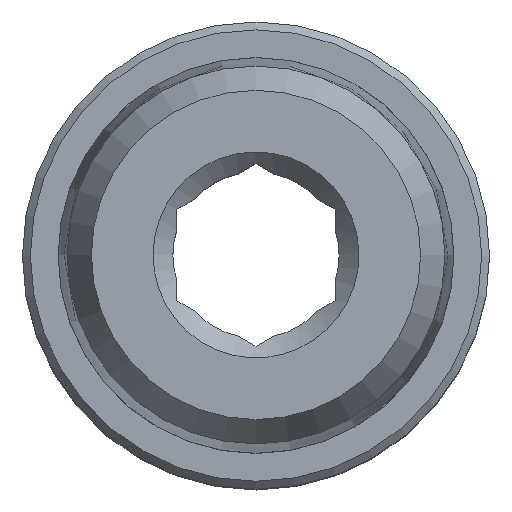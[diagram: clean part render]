
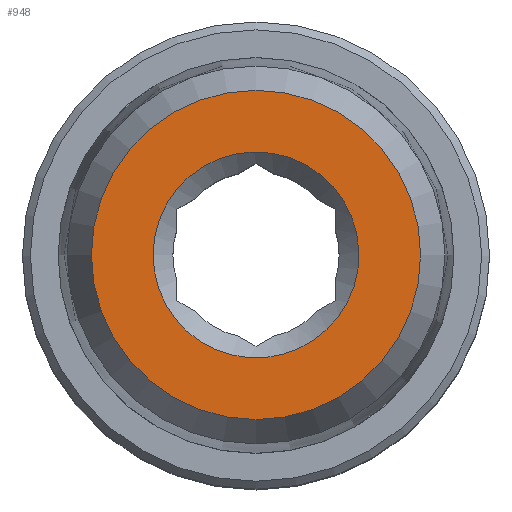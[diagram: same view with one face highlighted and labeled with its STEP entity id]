
A CAD part, top view. The second image highlights one B-rep face of the part: STEP entity #948.
In plain terms, the highlighted planar face has unit normal (0, 0, 1).
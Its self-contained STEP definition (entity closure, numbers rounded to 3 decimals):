
#29=PLANE('',#1031);
#121=CIRCLE('',#977,2.6);
#149=CIRCLE('',#1032,4.158);
#252=ORIENTED_EDGE('',*,*,#380,.F.);
#253=ORIENTED_EDGE('',*,*,#328,.T.);
#328=EDGE_CURVE('',#407,#407,#121,.T.);
#380=EDGE_CURVE('',#447,#447,#149,.T.);
#407=VERTEX_POINT('',#1320);
#447=VERTEX_POINT('',#1439);
#510=EDGE_LOOP('',(#252));
#511=EDGE_LOOP('',(#253));
#580=FACE_BOUND('',#510,.T.);
#581=FACE_BOUND('',#511,.T.);
#948=ADVANCED_FACE('',(#580,#581),#29,.F.);
#977=AXIS2_PLACEMENT_3D('',#1319,#1067,#1068);
#1031=AXIS2_PLACEMENT_3D('',#1437,#1199,#1200);
#1032=AXIS2_PLACEMENT_3D('',#1438,#1201,#1202);
#1067=DIRECTION('',(0.,0.,-1.));
#1068=DIRECTION('',(-1.,0.,0.));
#1199=DIRECTION('',(0.,0.,-1.));
#1200=DIRECTION('',(-1.,0.,0.));
#1201=DIRECTION('',(0.,0.,-1.));
#1202=DIRECTION('',(-1.,0.,0.));
#1319=CARTESIAN_POINT('',(0.,0.,8.));
#1320=CARTESIAN_POINT('',(-2.6,0.,8.));
#1437=CARTESIAN_POINT('',(0.,0.,8.));
#1438=CARTESIAN_POINT('',(0.,0.,8.));
#1439=CARTESIAN_POINT('',(-4.158,0.,8.));
